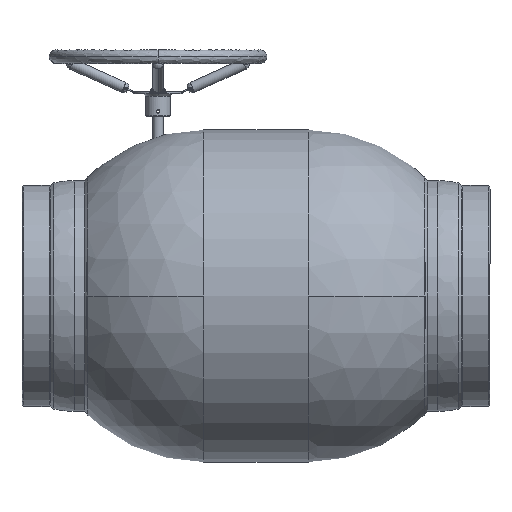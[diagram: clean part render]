
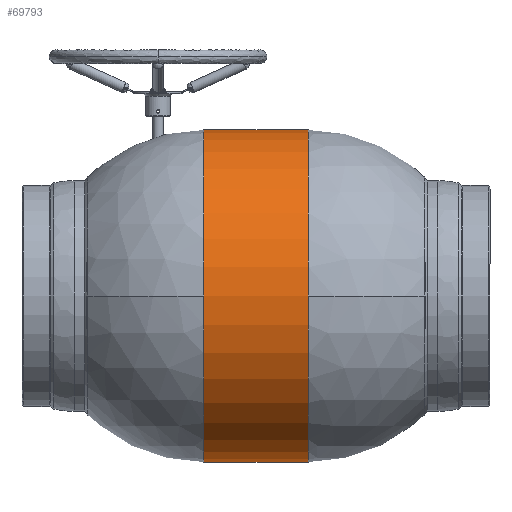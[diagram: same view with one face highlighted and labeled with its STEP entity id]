
A CAD part, front view. The second image highlights one B-rep face of the part: STEP entity #69793.
In plain terms, the highlighted cylindrical face has radius 305 mm (diameter 610 mm), a partial arc.
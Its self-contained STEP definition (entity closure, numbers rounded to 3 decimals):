
#69554 = VERTEX_POINT ( 'NONE', #94357 ) ;
#69560 = EDGE_CURVE ( 'NONE', #69562, #69554, #94350, .T. ) ;
#69562 = VERTEX_POINT ( 'NONE', #94352 ) ;
#69735 = EDGE_CURVE ( 'NONE', #69757, #69749, #96189, .T. ) ;
#69742 = VERTEX_POINT ( 'NONE', #96180 ) ;
#69749 = VERTEX_POINT ( 'NONE', #96220 ) ;
#69751 = EDGE_CURVE ( 'NONE', #69782, #69749, #96218, .T. ) ;
#69756 = EDGE_CURVE ( 'NONE', #69742, #69757, #96260, .T. ) ;
#69757 = VERTEX_POINT ( 'NONE', #96251 ) ;
#69782 = VERTEX_POINT ( 'NONE', #97103 ) ;
#69785 = EDGE_CURVE ( 'NONE', #69562, #69742, #97102, .T. ) ;
#69793 = ADVANCED_FACE ( 'NONE', ( #97097 ), #97143, .T. ) ;
#69796 = EDGE_LOOP ( 'NONE', ( #69798, #69800, #69802, #69806, #69808, #69810 ) ) ;
#69798 = ORIENTED_EDGE ( 'NONE', *, *, #69785, .F. ) ;
#69800 = ORIENTED_EDGE ( 'NONE', *, *, #69560, .T. ) ;
#69802 = ORIENTED_EDGE ( 'NONE', *, *, #69804, .T. ) ;
#69804 = EDGE_CURVE ( 'NONE', #69554, #69782, #97142, .T. ) ;
#69806 = ORIENTED_EDGE ( 'NONE', *, *, #69751, .T. ) ;
#69808 = ORIENTED_EDGE ( 'NONE', *, *, #69735, .F. ) ;
#69810 = ORIENTED_EDGE ( 'NONE', *, *, #69756, .F. ) ;
#94343 = DIRECTION ( 'NONE',  ( 0., 0., 1. ) ) ;
#94345 = DIRECTION ( 'NONE',  ( -1., 0., 0. ) ) ;
#94347 = CARTESIAN_POINT ( 'NONE',  ( 96.377, 0., 0. ) ) ;
#94349 = AXIS2_PLACEMENT_3D ( 'NONE', #94347, #94345, #94343 ) ;
#94350 = CIRCLE ( 'NONE', #94349, 305. ) ;
#94352 = CARTESIAN_POINT ( 'NONE',  ( 96.377, 0., -305. ) ) ;
#94357 = CARTESIAN_POINT ( 'NONE',  ( 96.377, -305., 0. ) ) ;
#96180 = CARTESIAN_POINT ( 'NONE',  ( -96.377, 0., -305. ) ) ;
#96181 = DIRECTION ( 'NONE',  ( 0., 0., 1. ) ) ;
#96182 = DIRECTION ( 'NONE',  ( -1., 0., 0. ) ) ;
#96183 = CARTESIAN_POINT ( 'NONE',  ( -96.377, 0., 0. ) ) ;
#96184 = AXIS2_PLACEMENT_3D ( 'NONE', #96183, #96182, #96181 ) ;
#96189 = CIRCLE ( 'NONE', #96184, 305. ) ;
#96215 = DIRECTION ( 'NONE',  ( -1., 0., 0. ) ) ;
#96216 = VECTOR ( 'NONE', #96215, 1000. ) ;
#96217 = CARTESIAN_POINT ( 'NONE',  ( -399.121, 0., 305. ) ) ;
#96218 = LINE ( 'NONE', #96217, #96216 ) ;
#96220 = CARTESIAN_POINT ( 'NONE',  ( -96.377, 0., 305. ) ) ;
#96251 = CARTESIAN_POINT ( 'NONE',  ( -96.377, -305., 0. ) ) ;
#96252 = DIRECTION ( 'NONE',  ( 0., 0., 1. ) ) ;
#96253 = DIRECTION ( 'NONE',  ( -1., 0., 0. ) ) ;
#96254 = CARTESIAN_POINT ( 'NONE',  ( -96.377, 0., 0. ) ) ;
#96255 = AXIS2_PLACEMENT_3D ( 'NONE', #96254, #96253, #96252 ) ;
#96260 = CIRCLE ( 'NONE', #96255, 305. ) ;
#97097 = FACE_OUTER_BOUND ( 'NONE', #69796, .T. ) ;
#97099 = DIRECTION ( 'NONE',  ( -1., 0., 0. ) ) ;
#97100 = VECTOR ( 'NONE', #97099, 1000. ) ;
#97101 = CARTESIAN_POINT ( 'NONE',  ( -399.121, 0., -305. ) ) ;
#97102 = LINE ( 'NONE', #97101, #97100 ) ;
#97103 = CARTESIAN_POINT ( 'NONE',  ( 96.377, 0., 305. ) ) ;
#97133 = DIRECTION ( 'NONE',  ( 0., 0., 1. ) ) ;
#97134 = DIRECTION ( 'NONE',  ( -1., 0., 0. ) ) ;
#97135 = CARTESIAN_POINT ( 'NONE',  ( 96.377, 0., 0. ) ) ;
#97136 = AXIS2_PLACEMENT_3D ( 'NONE', #97135, #97134, #97133 ) ;
#97138 = DIRECTION ( 'NONE',  ( 0., 0., 1. ) ) ;
#97139 = DIRECTION ( 'NONE',  ( -1., 0., 0. ) ) ;
#97140 = CARTESIAN_POINT ( 'NONE',  ( -399.121, 0., 0. ) ) ;
#97141 = AXIS2_PLACEMENT_3D ( 'NONE', #97140, #97139, #97138 ) ;
#97142 = CIRCLE ( 'NONE', #97136, 305. ) ;
#97143 = CYLINDRICAL_SURFACE ( 'NONE', #97141, 305. ) ;
